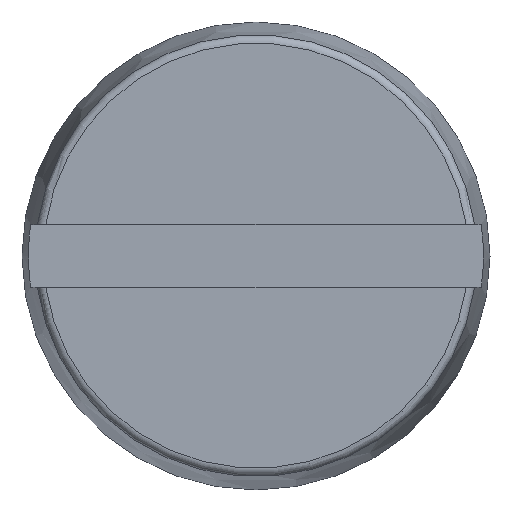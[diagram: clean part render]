
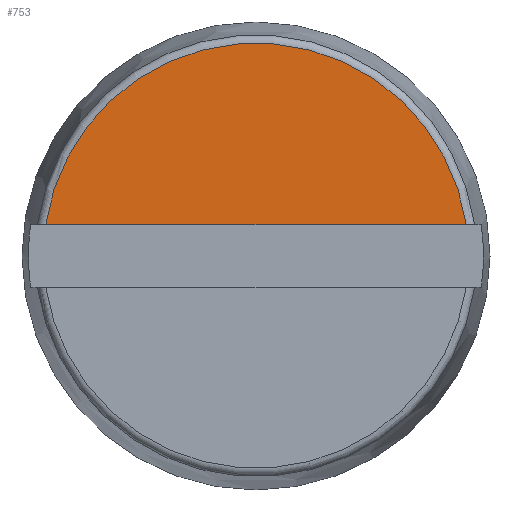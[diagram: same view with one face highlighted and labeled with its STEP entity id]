
A CAD part, top view. The second image highlights one B-rep face of the part: STEP entity #753.
In plain terms, the highlighted planar face has unit normal (0, 0, 1).
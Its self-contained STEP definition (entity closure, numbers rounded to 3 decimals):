
#23=PLANE('',#813);
#62=FACE_OUTER_BOUND('',#104,.T.);
#104=EDGE_LOOP('',(#650,#651));
#120=CIRCLE('',#814,2.037);
#226=LINE('',#3068,#262);
#262=VECTOR('',#930,10.);
#336=VERTEX_POINT('',#3056);
#337=VERTEX_POINT('',#3067);
#443=EDGE_CURVE('',#337,#336,#226,.T.);
#450=EDGE_CURVE('',#337,#336,#120,.T.);
#650=ORIENTED_EDGE('',*,*,#443,.T.);
#651=ORIENTED_EDGE('',*,*,#450,.F.);
#753=ADVANCED_FACE('',(#62),#23,.T.);
#813=AXIS2_PLACEMENT_3D('',#3088,#941,#942);
#814=AXIS2_PLACEMENT_3D('',#3089,#943,#944);
#930=DIRECTION('',(1.,0.,0.));
#941=DIRECTION('center_axis',(0.,0.,1.));
#942=DIRECTION('ref_axis',(1.,0.,0.));
#943=DIRECTION('center_axis',(0.,0.,-1.));
#944=DIRECTION('ref_axis',(1.,0.,0.));
#3056=CARTESIAN_POINT('',(2.014,0.3,7.6));
#3067=CARTESIAN_POINT('',(-2.014,0.3,7.6));
#3068=CARTESIAN_POINT('',(-2.005,0.3,7.6));
#3088=CARTESIAN_POINT('Origin',(0.,0.,7.6));
#3089=CARTESIAN_POINT('Origin',(0.,0.,7.6));
